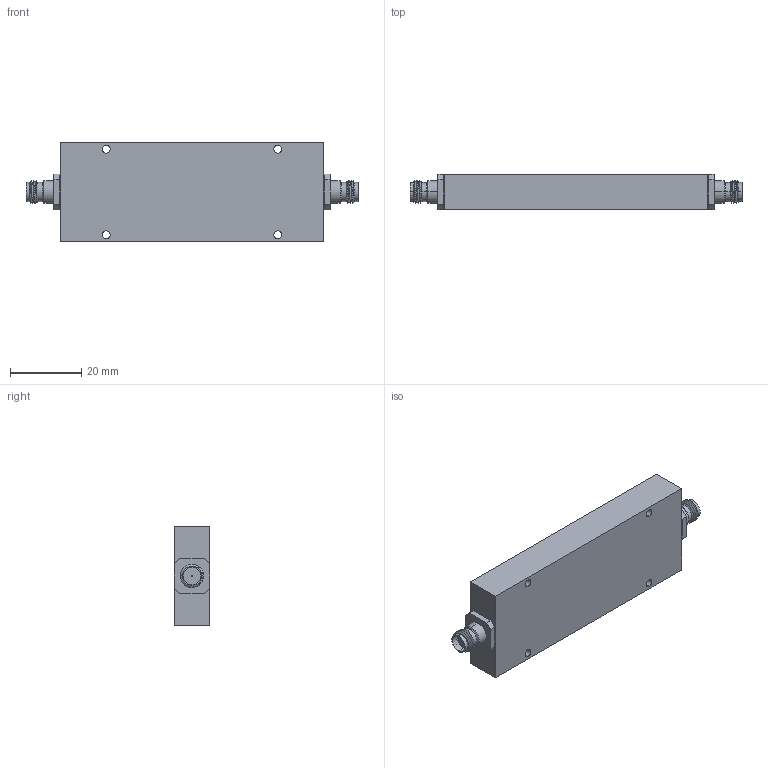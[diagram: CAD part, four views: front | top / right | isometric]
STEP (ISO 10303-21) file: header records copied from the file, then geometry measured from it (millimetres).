
FILE_DESCRIPTION (( 'STEP AP203' ), '1' );
FILE_NAME ('SCF-08308320-SFSF-B1 step.STEP', '2018-04-11T17:16:20', ( '' ), ( '' ), 'SwSTEP 2.0', 'SolidWorks 2016', '' );
FILE_SCHEMA (( 'CONFIG_CONTROL_DESIGN' ));
Length unit declared in the file: inch
Products named in the file (1): SCF-08308320-SFSF-B1 step
Bounding box: 92.96 x 9.91 x 27.94 mm (x, y, z)
Volume: 20967.9 mm3; surface area: 7316.8 mm2
Topology: 3 solids, 3 shells, 110 faces, 264 edges, 170 vertices
Faces by surface type: cylinder 48, plane 38, cone 16, torus 4, bspline 4
Entity records: 4203 total; most frequent: CARTESIAN_POINT 1613, ORIENTED_EDGE 528, DIRECTION 516, EDGE_CURVE 264, AXIS2_PLACEMENT_3D 193, VERTEX_POINT 170, LINE 130, VECTOR 130
